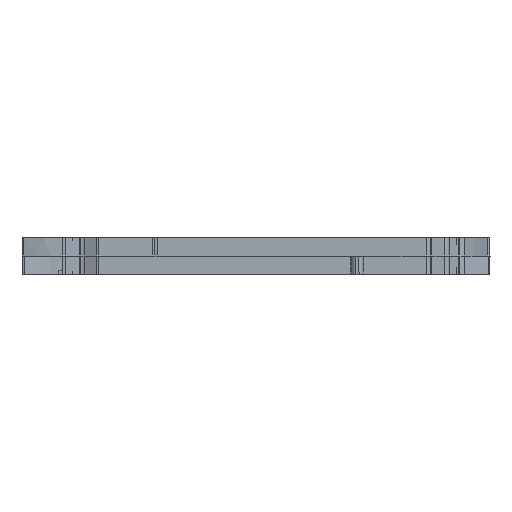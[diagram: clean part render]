
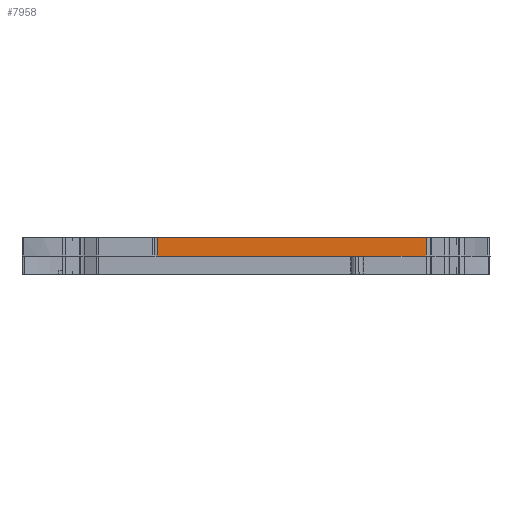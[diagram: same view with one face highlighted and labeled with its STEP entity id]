
A CAD part, left-side view. The second image highlights one B-rep face of the part: STEP entity #7958.
In plain terms, the highlighted planar face has unit normal (-1, 0, 0.009).
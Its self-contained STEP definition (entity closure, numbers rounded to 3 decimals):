
#493 = EDGE_CURVE ( 'NONE', #49809, #21188, #22044, .T. ) ;
#2965 = VECTOR ( 'NONE', #6582, 1000. ) ;
#4547 = DIRECTION ( 'NONE',  ( 0.009, -0.009, 1. ) ) ;
#5045 = VERTEX_POINT ( 'NONE', #34706 ) ;
#5468 = EDGE_CURVE ( 'NONE', #5045, #24066, #5655, .T. ) ;
#5655 = LINE ( 'NONE', #28986, #41294 ) ;
#6582 = DIRECTION ( 'NONE',  ( 0., -1., 0. ) ) ;
#7018 = CARTESIAN_POINT ( 'NONE',  ( -98.113, -197.455, 10. ) ) ;
#7958 = ADVANCED_FACE ( 'NONE', ( #13783 ), #32559, .T. ) ;
#10061 = EDGE_CURVE ( 'NONE', #46572, #21188, #28501, .T. ) ;
#10377 = CARTESIAN_POINT ( 'NONE',  ( -98.2, -161.25, 0. ) ) ;
#11650 = LINE ( 'NONE', #19250, #16610 ) ;
#13333 = ORIENTED_EDGE ( 'NONE', *, *, #5468, .T. ) ;
#13783 = FACE_OUTER_BOUND ( 'NONE', #22700, .T. ) ;
#15572 = CARTESIAN_POINT ( 'NONE',  ( -98.2, -158.75, 0. ) ) ;
#16610 = VECTOR ( 'NONE', #4547, 1000. ) ;
#16909 = VECTOR ( 'NONE', #35384, 1000. ) ;
#18097 = DIRECTION ( 'NONE',  ( -1., 0., 0.009 ) ) ;
#19250 = CARTESIAN_POINT ( 'NONE',  ( -98.189, -51.361, 1.297 ) ) ;
#21188 = VERTEX_POINT ( 'NONE', #7018 ) ;
#22044 = LINE ( 'NONE', #26109, #2965 ) ;
#22700 = EDGE_LOOP ( 'NONE', ( #22836, #48999, #37342, #22937, #13333, #37657 ) ) ;
#22836 = ORIENTED_EDGE ( 'NONE', *, *, #32499, .T. ) ;
#22937 = ORIENTED_EDGE ( 'NONE', *, *, #49245, .F. ) ;
#23718 = LINE ( 'NONE', #39168, #16909 ) ;
#24066 = VERTEX_POINT ( 'NONE', #15572 ) ;
#24432 = CARTESIAN_POINT ( 'NONE',  ( -98.2, -197.542, -0.021 ) ) ;
#24676 = VECTOR ( 'NONE', #36089, 1000. ) ;
#25405 = CARTESIAN_POINT ( 'NONE',  ( -98.2, -200., 0. ) ) ;
#26109 = CARTESIAN_POINT ( 'NONE',  ( -98.113, -200., 10. ) ) ;
#28501 = LINE ( 'NONE', #24432, #24676 ) ;
#28530 = DIRECTION ( 'NONE',  ( 0.009, 0., 1. ) ) ;
#28986 = CARTESIAN_POINT ( 'NONE',  ( -98.2, -200., 0. ) ) ;
#29126 = EDGE_CURVE ( 'NONE', #24066, #38149, #23718, .T. ) ;
#29257 = CARTESIAN_POINT ( 'NONE',  ( -98.2, -200., 0. ) ) ;
#29720 = LINE ( 'NONE', #25405, #37185 ) ;
#32499 = EDGE_CURVE ( 'NONE', #38149, #46572, #29720, .T. ) ;
#32559 = PLANE ( 'NONE',  #44770 ) ;
#34706 = CARTESIAN_POINT ( 'NONE',  ( -98.2, -51.35, 0. ) ) ;
#35384 = DIRECTION ( 'NONE',  ( 0., -1., 0. ) ) ;
#36089 = DIRECTION ( 'NONE',  ( 0.009, 0.009, 1. ) ) ;
#37185 = VECTOR ( 'NONE', #48956, 1000. ) ;
#37342 = ORIENTED_EDGE ( 'NONE', *, *, #493, .F. ) ;
#37657 = ORIENTED_EDGE ( 'NONE', *, *, #29126, .T. ) ;
#38149 = VERTEX_POINT ( 'NONE', #10377 ) ;
#39083 = CARTESIAN_POINT ( 'NONE',  ( -98.113, -51.437, 10. ) ) ;
#39168 = CARTESIAN_POINT ( 'NONE',  ( -98.2, -200., 0. ) ) ;
#41294 = VECTOR ( 'NONE', #47733, 1000. ) ;
#44770 = AXIS2_PLACEMENT_3D ( 'NONE', #29257, #18097, #28530 ) ;
#46572 = VERTEX_POINT ( 'NONE', #47746 ) ;
#47733 = DIRECTION ( 'NONE',  ( 0., -1., 0. ) ) ;
#47746 = CARTESIAN_POINT ( 'NONE',  ( -98.2, -197.542, 0. ) ) ;
#48956 = DIRECTION ( 'NONE',  ( 0., -1., 0. ) ) ;
#48999 = ORIENTED_EDGE ( 'NONE', *, *, #10061, .T. ) ;
#49245 = EDGE_CURVE ( 'NONE', #5045, #49809, #11650, .T. ) ;
#49809 = VERTEX_POINT ( 'NONE', #39083 ) ;
